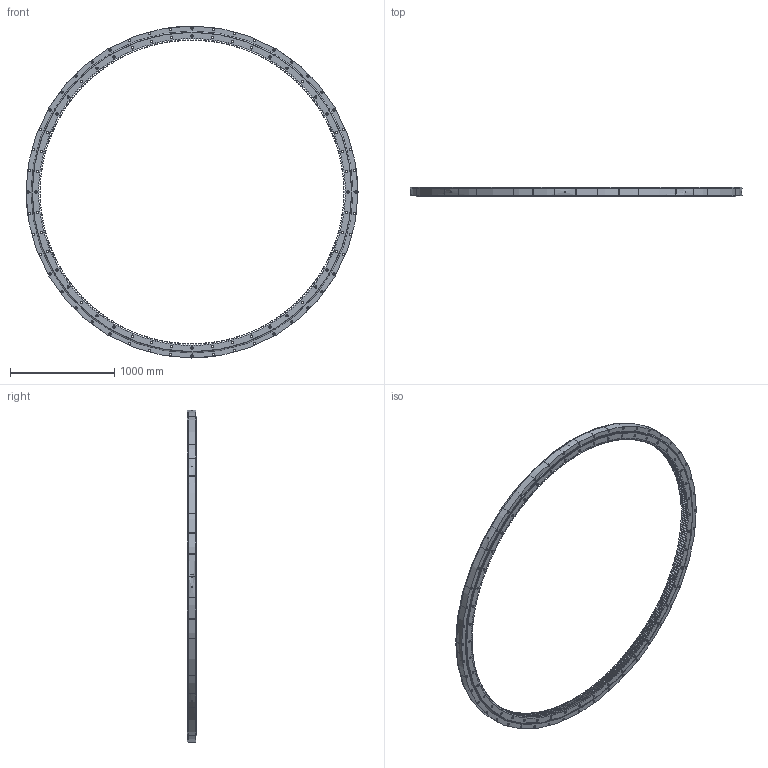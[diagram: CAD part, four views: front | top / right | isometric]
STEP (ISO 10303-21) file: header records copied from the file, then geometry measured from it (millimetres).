
FILE_DESCRIPTION (( 'STEP AP203' ), '1' );
FILE_NAME ('02-3074-01.STEP', '2017-12-26T14:17:49', ( 'defontaine' ), ( 'Hewlett-Packard Company' ), 'SwSTEP 2.0', 'SolidWorks 2016', '' );
FILE_SCHEMA (( 'CONFIG_CONTROL_DESIGN' ));
Products named in the file (1): 02-3074-01
Bounding box: 3190 x 90 x 3190 mm (x, y, z)
Volume: 84972508.1 mm3; surface area: 7897214.2 mm2
Topology: 5 solids, 5 shells, 2462 faces, 7346 edges, 4897 vertices
Faces by surface type: cylinder 957, plane 745, cone 740, torus 18, sphere 2
Entity records: 86648 total; most frequent: CARTESIAN_POINT 20296, ORIENTED_EDGE 14682, DIRECTION 13423, EDGE_CURVE 7341, AXIS2_PLACEMENT_3D 5131, VERTEX_POINT 4894, LINE 3161, VECTOR 3161
